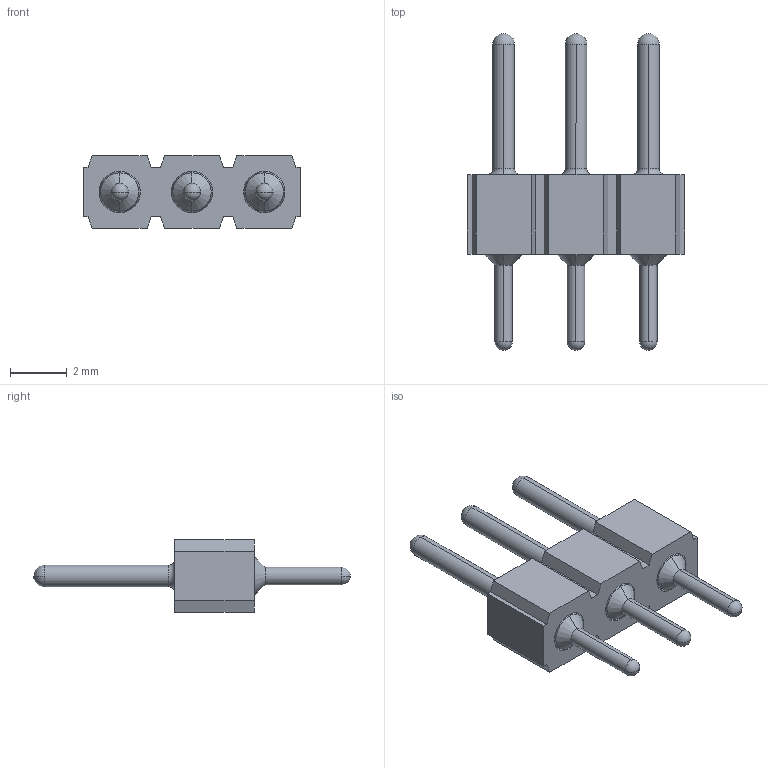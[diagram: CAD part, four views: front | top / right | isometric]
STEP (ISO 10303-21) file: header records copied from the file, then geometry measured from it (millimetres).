
FILE_DESCRIPTION (( 'STEP AP214' ), '1' );
FILE_NAME ('mill-max-800-10-003-10-001000.STEP', '2019-03-05T16:48:33', ( '' ), ( '' ), 'SwSTEP 2.0', 'SolidWorks 2019', '' );
FILE_SCHEMA (( 'AUTOMOTIVE_DESIGN' ));
Length unit declared in the file: inch
Products named in the file (3): mill-max-800-10-003-10-001000_P3XX-11-010-00-000000_P303-11-010-00-000000; mill-max-800-10-003-10-001000; mill-max-800-10-003-10-001000_7007_7007-0-00-15-00-00-03-0
Assembly tree (4 placements, depth 2):
  mill-max-800-10-003-10-001000
    mill-max-800-10-003-10-001000_P3XX-11-010-00-000000_P303-11-010-00-000000
    mill-max-800-10-003-10-001000_7007_7007-0-00-15-00-00-03-0  x3
Bounding box: 7.62 x 11.13 x 2.54 mm (x, y, z)
Volume: 59.4 mm3; surface area: 237.3 mm2
Topology: 4 solids, 4 shells, 114 faces, 276 edges, 170 vertices
Faces by surface type: cylinder 42, plane 42, cone 12, sphere 12, torus 6
Entity records: 2174 total; most frequent: DIRECTION 376, CARTESIAN_POINT 353, ORIENTED_EDGE 336, EDGE_CURVE 168, AXIS2_PLACEMENT_3D 133, LINE 110, VERTEX_POINT 110, VECTOR 110
